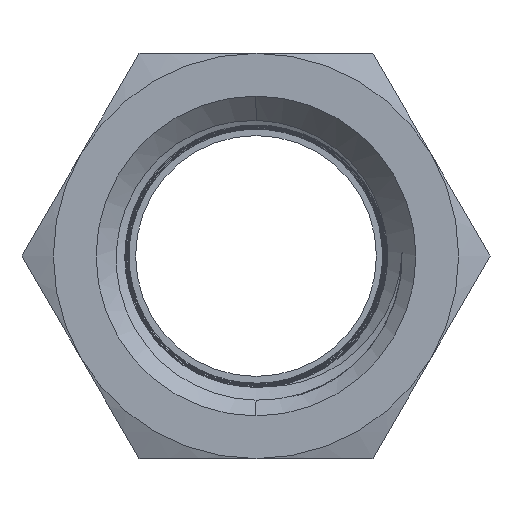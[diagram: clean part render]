
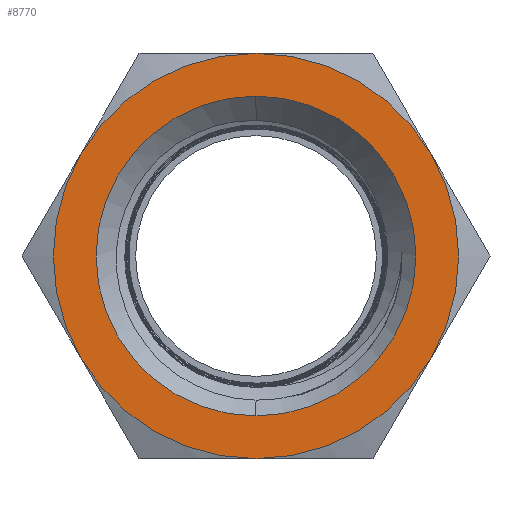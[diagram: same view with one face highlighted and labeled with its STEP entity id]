
A CAD part, left-side view. The second image highlights one B-rep face of the part: STEP entity #8770.
In plain terms, the highlighted planar face has unit normal (-1, 0, 0).
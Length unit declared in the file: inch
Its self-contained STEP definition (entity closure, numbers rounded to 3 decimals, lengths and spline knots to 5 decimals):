
#4 = VERTEX_POINT ( 'NONE', #1277 ) ;
#9 = ORIENTED_EDGE ( 'NONE', *, *, #118, .T. ) ;
#114 = ORIENTED_EDGE ( 'NONE', *, *, #115, .F. ) ;
#115 = EDGE_CURVE ( 'NONE', #641, #119, #2090, .T. ) ;
#118 = EDGE_CURVE ( 'NONE', #4, #119, #2085, .T. ) ;
#119 = VERTEX_POINT ( 'NONE', #2147 ) ;
#628 = VERTEX_POINT ( 'NONE', #2394 ) ;
#629 = EDGE_CURVE ( 'NONE', #628, #651, #2386, .T. ) ;
#636 = EDGE_CURVE ( 'NONE', #4, #628, #3323, .T. ) ;
#637 = ORIENTED_EDGE ( 'NONE', *, *, #636, .F. ) ;
#638 = ORIENTED_EDGE ( 'NONE', *, *, #649, .F. ) ;
#641 = VERTEX_POINT ( 'NONE', #3324 ) ;
#642 = ORIENTED_EDGE ( 'NONE', *, *, #629, .F. ) ;
#649 = EDGE_CURVE ( 'NONE', #651, #8631, #3313, .T. ) ;
#651 = VERTEX_POINT ( 'NONE', #3375 ) ;
#1021 = VERTEX_POINT ( 'NONE', #5214 ) ;
#1026 = EDGE_CURVE ( 'NONE', #1027, #1021, #5263, .T. ) ;
#1027 = VERTEX_POINT ( 'NONE', #5258 ) ;
#1277 = CARTESIAN_POINT ( 'NONE',  ( -0.31, 0., 0.28 ) ) ;
#2082 = DIRECTION ( 'NONE',  ( -1., 0., 0. ) ) ;
#2083 = CARTESIAN_POINT ( 'NONE',  ( -0.31, 0., 0. ) ) ;
#2084 = AXIS2_PLACEMENT_3D ( 'NONE', #2083, #2082, #2148 ) ;
#2085 = CIRCLE ( 'NONE', #2084, 0.28 ) ;
#2086 = DIRECTION ( 'NONE',  ( 0., 0., -1. ) ) ;
#2087 = DIRECTION ( 'NONE',  ( 1., 0., 0. ) ) ;
#2088 = CARTESIAN_POINT ( 'NONE',  ( -0.31, 0., 0. ) ) ;
#2089 = AXIS2_PLACEMENT_3D ( 'NONE', #2088, #2087, #2086 ) ;
#2090 = CIRCLE ( 'NONE', #2089, 0.28 ) ;
#2147 = CARTESIAN_POINT ( 'NONE',  ( -0.31, 0.24249, 0.14 ) ) ;
#2148 = DIRECTION ( 'NONE',  ( 0., 0., 1. ) ) ;
#2382 = DIRECTION ( 'NONE',  ( 0., 0., -1. ) ) ;
#2383 = DIRECTION ( 'NONE',  ( 1., 0., 0. ) ) ;
#2384 = CARTESIAN_POINT ( 'NONE',  ( -0.31, 0., 0. ) ) ;
#2385 = AXIS2_PLACEMENT_3D ( 'NONE', #2384, #2383, #2382 ) ;
#2386 = CIRCLE ( 'NONE', #2385, 0.28 ) ;
#2394 = CARTESIAN_POINT ( 'NONE',  ( -0.31, -0.24249, 0.14 ) ) ;
#3313 = CIRCLE ( 'NONE', #3379, 0.28 ) ;
#3319 = DIRECTION ( 'NONE',  ( 0., 0., -1. ) ) ;
#3320 = DIRECTION ( 'NONE',  ( 1., 0., 0. ) ) ;
#3321 = CARTESIAN_POINT ( 'NONE',  ( -0.31, 0., 0. ) ) ;
#3322 = AXIS2_PLACEMENT_3D ( 'NONE', #3321, #3320, #3319 ) ;
#3323 = CIRCLE ( 'NONE', #3322, 0.28 ) ;
#3324 = CARTESIAN_POINT ( 'NONE',  ( -0.31, 0.24249, -0.14 ) ) ;
#3375 = CARTESIAN_POINT ( 'NONE',  ( -0.31, -0.24249, -0.14 ) ) ;
#3376 = DIRECTION ( 'NONE',  ( 0., 0., -1. ) ) ;
#3377 = DIRECTION ( 'NONE',  ( 1., 0., 0. ) ) ;
#3378 = CARTESIAN_POINT ( 'NONE',  ( -0.31, 0., 0. ) ) ;
#3379 = AXIS2_PLACEMENT_3D ( 'NONE', #3378, #3377, #3376 ) ;
#5214 = CARTESIAN_POINT ( 'NONE',  ( -0.31, 0., -0.22102 ) ) ;
#5258 = CARTESIAN_POINT ( 'NONE',  ( -0.31, 0., 0.22102 ) ) ;
#5259 = DIRECTION ( 'NONE',  ( 0., 0., -1. ) ) ;
#5260 = DIRECTION ( 'NONE',  ( 1., 0., 0. ) ) ;
#5261 = CARTESIAN_POINT ( 'NONE',  ( -0.31, 0., 0. ) ) ;
#5262 = AXIS2_PLACEMENT_3D ( 'NONE', #5261, #5260, #5259 ) ;
#5263 = CIRCLE ( 'NONE', #5262, 0.22102 ) ;
#5485 = PLANE ( 'NONE',  #5488 ) ;
#5488 = AXIS2_PLACEMENT_3D ( 'NONE', #6504, #6469, #6507 ) ;
#5489 = FACE_OUTER_BOUND ( 'NONE', #8611, .T. ) ;
#5495 = FACE_BOUND ( 'NONE', #8760, .T. ) ;
#6414 = CIRCLE ( 'NONE', #6459, 0.28 ) ;
#6415 = CARTESIAN_POINT ( 'NONE',  ( -0.31, 0., -0.28 ) ) ;
#6456 = DIRECTION ( 'NONE',  ( 0., 0., -1. ) ) ;
#6457 = DIRECTION ( 'NONE',  ( 1., 0., 0. ) ) ;
#6458 = CARTESIAN_POINT ( 'NONE',  ( -0.31, 0., 0. ) ) ;
#6459 = AXIS2_PLACEMENT_3D ( 'NONE', #6458, #6457, #6456 ) ;
#6469 = DIRECTION ( 'NONE',  ( 1., 0., 0. ) ) ;
#6504 = CARTESIAN_POINT ( 'NONE',  ( -0.31, 0.48497, 0.28 ) ) ;
#6507 = DIRECTION ( 'NONE',  ( 0., 0., -1. ) ) ;
#6666 = DIRECTION ( 'NONE',  ( 0., 0., -1. ) ) ;
#6667 = DIRECTION ( 'NONE',  ( 1., 0., 0. ) ) ;
#6668 = AXIS2_PLACEMENT_3D ( 'NONE', #6672, #6667, #6666 ) ;
#6669 = CIRCLE ( 'NONE', #6668, 0.22102 ) ;
#6672 = CARTESIAN_POINT ( 'NONE',  ( -0.31, 0., 0. ) ) ;
#8611 = EDGE_LOOP ( 'NONE', ( #8634, #638, #642, #637, #9, #114 ) ) ;
#8629 = EDGE_CURVE ( 'NONE', #8631, #641, #6414, .T. ) ;
#8631 = VERTEX_POINT ( 'NONE', #6415 ) ;
#8634 = ORIENTED_EDGE ( 'NONE', *, *, #8629, .F. ) ;
#8760 = EDGE_LOOP ( 'NONE', ( #8761, #8762 ) ) ;
#8761 = ORIENTED_EDGE ( 'NONE', *, *, #1026, .T. ) ;
#8762 = ORIENTED_EDGE ( 'NONE', *, *, #8814, .T. ) ;
#8770 = ADVANCED_FACE ( 'NONE', ( #5495, #5489 ), #5485, .F. ) ;
#8814 = EDGE_CURVE ( 'NONE', #1021, #1027, #6669, .T. ) ;
